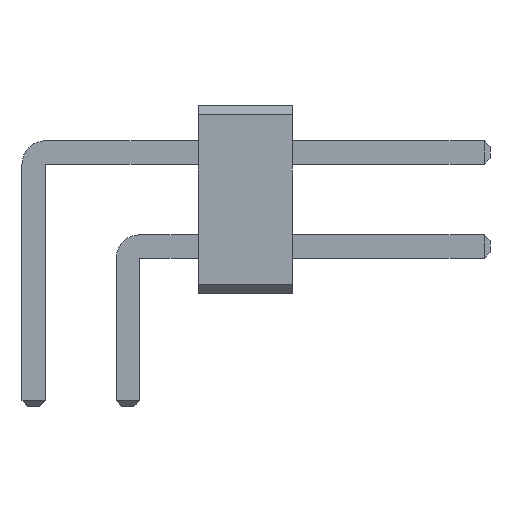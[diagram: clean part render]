
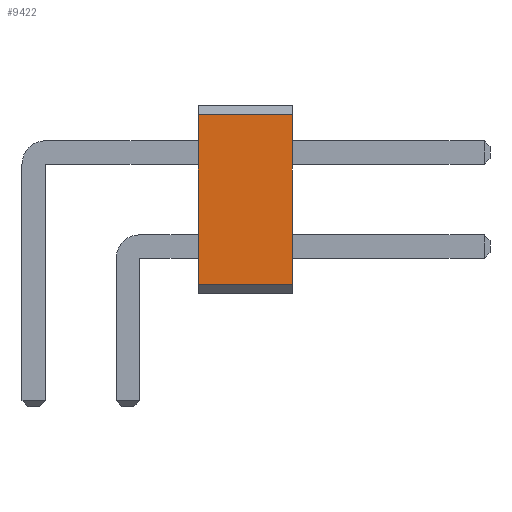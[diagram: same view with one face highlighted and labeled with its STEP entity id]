
A CAD part, front view. The second image highlights one B-rep face of the part: STEP entity #9422.
In plain terms, the highlighted planar face has unit normal (0, -1, 0).
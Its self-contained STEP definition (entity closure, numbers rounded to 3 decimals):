
#790 = VERTEX_POINT('',#791);
#791 = CARTESIAN_POINT('',(3.5,-55.,3.8));
#797 = EDGE_CURVE('',#798,#790,#800,.T.);
#798 = VERTEX_POINT('',#799);
#799 = CARTESIAN_POINT('',(3.5,-55.,0.2));
#800 = LINE('',#801,#802);
#801 = CARTESIAN_POINT('',(3.5,-55.,0.2));
#802 = VECTOR('',#803,1.);
#803 = DIRECTION('',(0.,0.,1.));
#4039 = VERTEX_POINT('',#4040);
#4040 = CARTESIAN_POINT('',(5.5,-55.,3.8));
#4046 = EDGE_CURVE('',#4047,#4039,#4049,.T.);
#4047 = VERTEX_POINT('',#4048);
#4048 = CARTESIAN_POINT('',(5.5,-55.,0.2));
#4049 = LINE('',#4050,#4051);
#4050 = CARTESIAN_POINT('',(5.5,-55.,0.2));
#4051 = VECTOR('',#4052,1.);
#4052 = DIRECTION('',(0.,0.,1.));
#9394 = EDGE_CURVE('',#798,#4047,#9395,.T.);
#9395 = LINE('',#9396,#9397);
#9396 = CARTESIAN_POINT('',(3.5,-55.,0.2));
#9397 = VECTOR('',#9398,1.);
#9398 = DIRECTION('',(1.,0.,0.));
#9422 = ADVANCED_FACE('',(#9423),#9434,.T.);
#9423 = FACE_BOUND('',#9424,.T.);
#9424 = EDGE_LOOP('',(#9425,#9426,#9427,#9433));
#9425 = ORIENTED_EDGE('',*,*,#9394,.T.);
#9426 = ORIENTED_EDGE('',*,*,#4046,.T.);
#9427 = ORIENTED_EDGE('',*,*,#9428,.F.);
#9428 = EDGE_CURVE('',#790,#4039,#9429,.T.);
#9429 = LINE('',#9430,#9431);
#9430 = CARTESIAN_POINT('',(3.5,-55.,3.8));
#9431 = VECTOR('',#9432,1.);
#9432 = DIRECTION('',(1.,0.,0.));
#9433 = ORIENTED_EDGE('',*,*,#797,.F.);
#9434 = PLANE('',#9435);
#9435 = AXIS2_PLACEMENT_3D('',#9436,#9437,#9438);
#9436 = CARTESIAN_POINT('',(3.5,-55.,0.2));
#9437 = DIRECTION('',(0.,-1.,0.));
#9438 = DIRECTION('',(0.,0.,1.));
